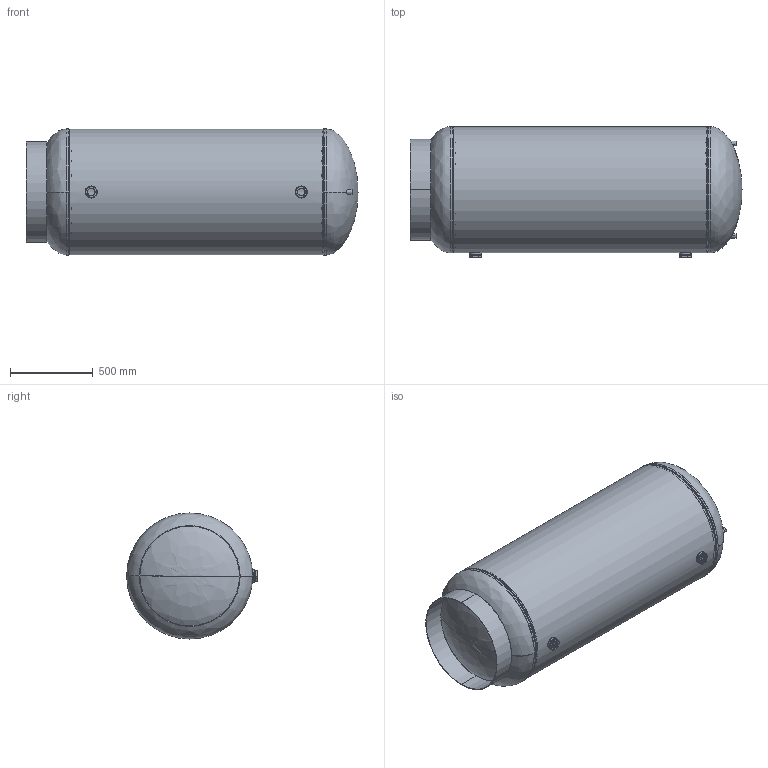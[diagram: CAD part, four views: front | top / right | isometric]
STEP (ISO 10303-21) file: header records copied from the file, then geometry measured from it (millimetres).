
FILE_DESCRIPTION (( 'STEP AP203' ), '1' );
FILE_NAME ('30NA77.STEP', '2021-03-11T14:46:09', ( '' ), ( '' ), 'SwSTEP 2.0', 'SolidWorks 2021', '' );
FILE_SCHEMA (( 'CONFIG_CONTROL_DESIGN' ));
Length unit declared in the file: inch
Products named in the file (8): 9200192; 30NA77; 9200190; Couplings_9500557; 99B0463; 8500012; 99Q0462; 9500080
Assembly tree (10 placements, depth 2):
  30NA77
    99B0463
    9200190
    9200192
    Couplings_9500557  x2
    9500080  x2
    8500012  x2
    99Q0462
Bounding box: 2006.6 x 790.19 x 762 mm (x, y, z)
Volume: 20531196.5 mm3; surface area: 10698017.9 mm2
Topology: 10 solids, 10 shells, 488 faces, 1022 edges, 574 vertices
Faces by surface type: cone 220, cylinder 162, plane 64, torus 30, bspline 12
Full cylindrical faces by diameter (mm): 753.618 x1, 760.933 x1
Entity records: 11502 total; most frequent: CARTESIAN_POINT 4483, DIRECTION 1400, ORIENTED_EDGE 1180, EDGE_CURVE 590, AXIS2_PLACEMENT_3D 580, VERTEX_POINT 335, EDGE_LOOP 307, CIRCLE 298
